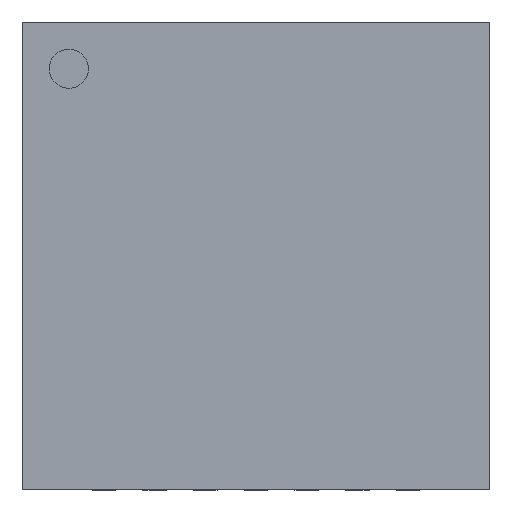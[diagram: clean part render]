
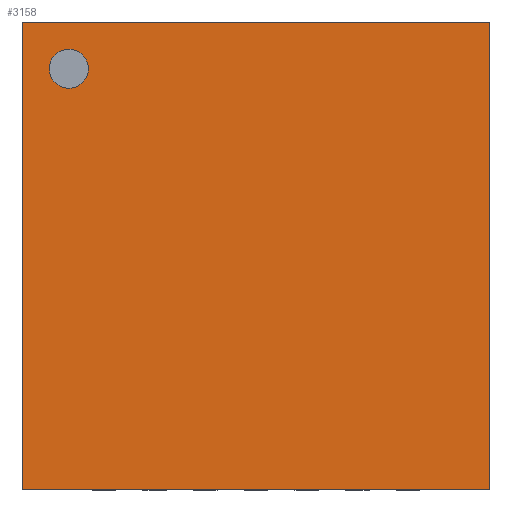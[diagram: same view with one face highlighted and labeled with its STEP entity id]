
A CAD part, top view. The second image highlights one B-rep face of the part: STEP entity #3158.
In plain terms, the highlighted planar face has unit normal (0, 0, 1).
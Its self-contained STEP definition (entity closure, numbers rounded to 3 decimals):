
#13=DIRECTION('',(0.,0.,1.));
#50=DIRECTION('',(0.,0.,-1.));
#158=VECTOR('',#159,1.);
#159=DIRECTION('',(1.,0.,0.));
#165=VECTOR('',#166,1.);
#166=DIRECTION('',(0.,-1.,0.));
#852=ORIENTED_EDGE('',*,*,#853,.F.);
#853=EDGE_CURVE('',#854,#856,#858,.T.);
#854=VERTEX_POINT('',#855);
#855=CARTESIAN_POINT('',(-2.99,2.99,0.92));
#856=VERTEX_POINT('',#857);
#857=CARTESIAN_POINT('',(2.99,2.99,0.92));
#858=LINE('',#855,#158);
#991=ORIENTED_EDGE('',*,*,#992,.T.);
#992=EDGE_CURVE('',#854,#993,#995,.T.);
#993=VERTEX_POINT('',#994);
#994=CARTESIAN_POINT('',(-2.99,-2.99,0.92));
#995=LINE('',#855,#165);
#1963=EDGE_CURVE('',#856,#1964,#1966,.T.);
#1964=VERTEX_POINT('',#1965);
#1965=CARTESIAN_POINT('',(2.99,-2.99,0.92));
#1966=LINE('',#857,#165);
#2088=EDGE_CURVE('',#993,#1964,#2089,.T.);
#2089=LINE('',#994,#158);
#3158=ADVANCED_FACE('',(#3159,#3163),#3172,.T.);
#3159=FACE_BOUND('',#3160,.T.);
#3160=EDGE_LOOP('',(#852,#991,#3161,#3162));
#3161=ORIENTED_EDGE('',*,*,#2088,.T.);
#3162=ORIENTED_EDGE('',*,*,#1963,.F.);
#3163=FACE_BOUND('',#3164,.T.);
#3164=EDGE_LOOP('',(#3165));
#3165=ORIENTED_EDGE('',*,*,#3166,.T.);
#3166=EDGE_CURVE('',#3167,#3167,#3169,.T.);
#3167=VERTEX_POINT('',#3168);
#3168=CARTESIAN_POINT('',(-2.4,2.15,0.92));
#3169=CIRCLE('',#3170,0.25);
#3170=AXIS2_PLACEMENT_3D('',#3171,#50,#166);
#3171=CARTESIAN_POINT('',(-2.4,2.4,0.92));
#3172=PLANE('',#3173);
#3173=AXIS2_PLACEMENT_3D('',#855,#13,#166);
